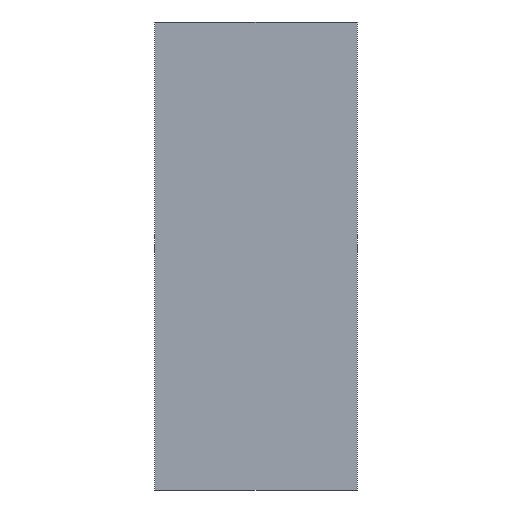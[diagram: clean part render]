
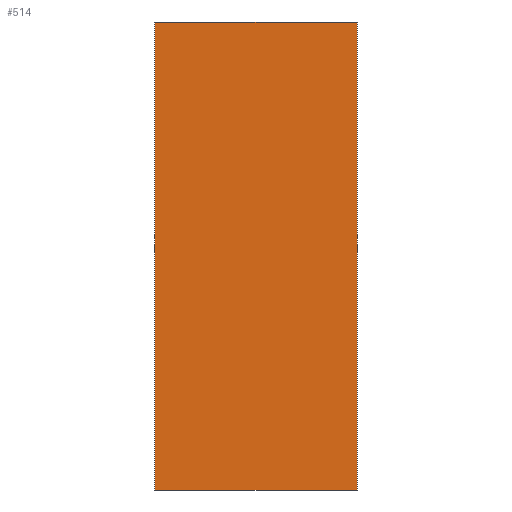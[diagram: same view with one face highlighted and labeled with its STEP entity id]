
A CAD part, front view. The second image highlights one B-rep face of the part: STEP entity #514.
In plain terms, the highlighted planar face has unit normal (0, -1, 0).
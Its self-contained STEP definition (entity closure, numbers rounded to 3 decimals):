
#66 = DIRECTION ( 'NONE',  ( 0., 0., 1. ) ) ;
#93 = CARTESIAN_POINT ( 'NONE',  ( 130., 0., 0. ) ) ;
#123 = CARTESIAN_POINT ( 'NONE',  ( 130., 0., -300. ) ) ;
#186 = CARTESIAN_POINT ( 'NONE',  ( 130., 0., -300. ) ) ;
#189 = ORIENTED_EDGE ( 'NONE', *, *, #806, .T. ) ;
#210 = CARTESIAN_POINT ( 'NONE',  ( 130., 0., 0. ) ) ;
#226 = CARTESIAN_POINT ( 'NONE',  ( 0., 0., 0. ) ) ;
#283 = PLANE ( 'NONE',  #1684 ) ;
#306 = EDGE_LOOP ( 'NONE', ( #1734, #1253, #484, #189 ) ) ;
#421 = DIRECTION ( 'NONE',  ( -1., 0., 0. ) ) ;
#426 = VERTEX_POINT ( 'NONE', #1361 ) ;
#441 = VERTEX_POINT ( 'NONE', #1210 ) ;
#484 = ORIENTED_EDGE ( 'NONE', *, *, #591, .F. ) ;
#514 = ADVANCED_FACE ( 'NONE', ( #1007 ), #283, .F. ) ;
#523 = VERTEX_POINT ( 'NONE', #226 ) ;
#591 = EDGE_CURVE ( 'NONE', #426, #1784, #1349, .T. ) ;
#614 = DIRECTION ( 'NONE',  ( 0., 0., -1. ) ) ;
#657 = LINE ( 'NONE', #1560, #926 ) ;
#806 = EDGE_CURVE ( 'NONE', #426, #523, #1707, .T. ) ;
#908 = EDGE_CURVE ( 'NONE', #1784, #441, #1546, .T. ) ;
#926 = VECTOR ( 'NONE', #614, 1000. ) ;
#1007 = FACE_OUTER_BOUND ( 'NONE', #306, .T. ) ;
#1080 = EDGE_CURVE ( 'NONE', #523, #441, #657, .T. ) ;
#1123 = VECTOR ( 'NONE', #1589, 1000. ) ;
#1153 = CARTESIAN_POINT ( 'NONE',  ( 130., 0., 0. ) ) ;
#1210 = CARTESIAN_POINT ( 'NONE',  ( 0., 0., -300. ) ) ;
#1250 = VECTOR ( 'NONE', #1772, 1000. ) ;
#1253 = ORIENTED_EDGE ( 'NONE', *, *, #908, .F. ) ;
#1294 = VECTOR ( 'NONE', #421, 1000. ) ;
#1349 = LINE ( 'NONE', #210, #1250 ) ;
#1361 = CARTESIAN_POINT ( 'NONE',  ( 130., 0., 0. ) ) ;
#1438 = DIRECTION ( 'NONE',  ( 0., 1., 0. ) ) ;
#1546 = LINE ( 'NONE', #186, #1123 ) ;
#1560 = CARTESIAN_POINT ( 'NONE',  ( 0., 0., 0. ) ) ;
#1589 = DIRECTION ( 'NONE',  ( -1., 0., 0. ) ) ;
#1684 = AXIS2_PLACEMENT_3D ( 'NONE', #1153, #1438, #66 ) ;
#1707 = LINE ( 'NONE', #93, #1294 ) ;
#1734 = ORIENTED_EDGE ( 'NONE', *, *, #1080, .T. ) ;
#1772 = DIRECTION ( 'NONE',  ( 0., 0., -1. ) ) ;
#1784 = VERTEX_POINT ( 'NONE', #123 ) ;
